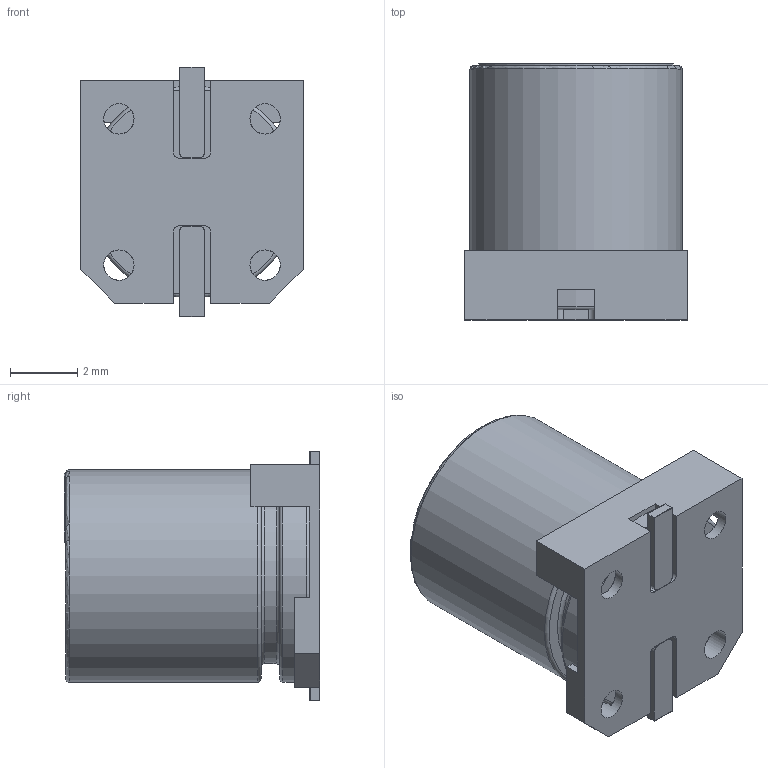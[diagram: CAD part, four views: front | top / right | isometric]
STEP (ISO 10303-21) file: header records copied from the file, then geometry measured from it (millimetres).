
FILE_DESCRIPTION( ( '' ), ' ' );
FILE_NAME( '58a47e71ab78c2106dbbf7d5.step', '2017-02-15T16:14:42', ( '' ), ( '' ), ' ', ' ', ' ' );
FILE_SCHEMA( ( 'AUTOMOTIVE_DESIGN { 1 0 10303 214 1 1 1 1 }' ) );
Length unit declared in the file: metre
Products named in the file (4): Surface 4; Surface 3; Surface 2; Surface 1
Bounding box: 6.6 x 7.6 x 7.4 mm (x, y, z)
Surface area: 352.2 mm2 (no closed solid volume)
Topology: 0 solids, 84 shells, 84 faces, 420 edges, 407 vertices
Faces by surface type: plane 39, cylinder 35, torus 10
Full cylindrical faces by diameter (mm): 0.9 x4, 5.2 x1, 6.3 x2
Entity records: 4816 total; most frequent: CARTESIAN_POINT 892, DIRECTION 730, ORIENTED_EDGE 402, EDGE_CURVE 402, VERTEX_POINT 402, LINE 250, VECTOR 250, AXIS2_PLACEMENT_3D 240
